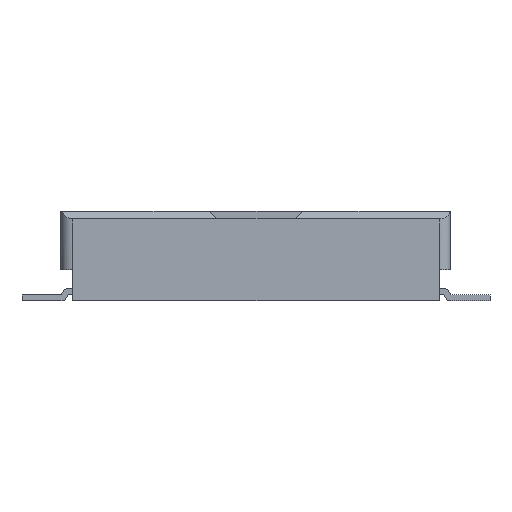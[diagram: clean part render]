
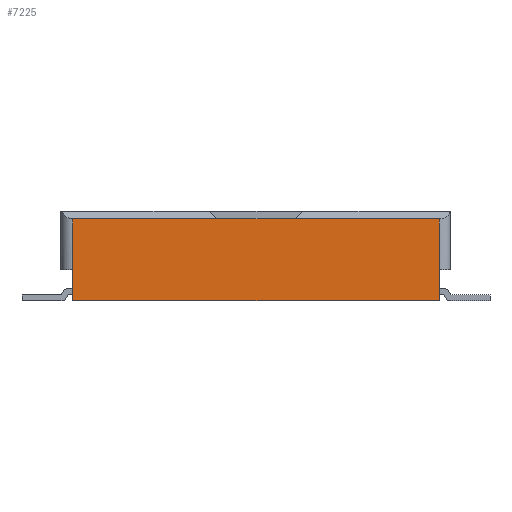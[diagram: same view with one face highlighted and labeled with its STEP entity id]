
A CAD part, left-side view. The second image highlights one B-rep face of the part: STEP entity #7225.
In plain terms, the highlighted planar face has unit normal (-1, 0, 0).
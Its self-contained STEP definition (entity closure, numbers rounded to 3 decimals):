
#12=DIRECTION('',(0.,0.,1.));
#35=VECTOR('',#12,1.);
#43=DIRECTION('',(1.,0.,0.));
#49=VECTOR('',#50,1.);
#50=DIRECTION('',(0.,0.,-1.));
#122=DIRECTION('',(0.,-1.,0.));
#125=VERTEX_POINT('',#126);
#126=CARTESIAN_POINT('',(-5.55,-2.35,0.4));
#262=VECTOR('',#122,1.);
#1143=EDGE_CURVE('',#125,#1144,#1146,.T.);
#1144=VERTEX_POINT('',#1145);
#1145=CARTESIAN_POINT('',(-5.55,-2.35,1.05));
#1146=LINE('',#1147,#35);
#1147=CARTESIAN_POINT('',(-5.55,-2.35,0.));
#1162=VERTEX_POINT('',#1163);
#1163=CARTESIAN_POINT('',(-5.55,-2.35,0.));
#1170=ORIENTED_EDGE('',*,*,#1171,.T.);
#1171=EDGE_CURVE('',#125,#1162,#1172,.T.);
#1172=LINE('',#126,#49);
#1690=VERTEX_POINT('',#1691);
#1691=CARTESIAN_POINT('',(-5.55,-0.501,1.05));
#1698=ORIENTED_EDGE('',*,*,#1699,.T.);
#1699=EDGE_CURVE('',#1690,#1144,#1700,.T.);
#1700=LINE('',#1701,#262);
#1701=CARTESIAN_POINT('',(-5.55,2.5,1.05));
#7225=ADVANCED_FACE('',(#7226),#7254,.F.);
#7226=FACE_BOUND('',#7227,.F.);
#7227=EDGE_LOOP('',(#7228,#7234,#1698,#7236,#1170,#7237,#7243,#7250));
#7228=ORIENTED_EDGE('',*,*,#7229,.T.);
#7229=EDGE_CURVE('',#7230,#7232,#1700,.T.);
#7230=VERTEX_POINT('',#7231);
#7231=CARTESIAN_POINT('',(-5.55,2.35,1.05));
#7232=VERTEX_POINT('',#7233);
#7233=CARTESIAN_POINT('',(-5.55,0.501,1.05));
#7234=ORIENTED_EDGE('',*,*,#7235,.T.);
#7235=EDGE_CURVE('',#7232,#1690,#1700,.T.);
#7236=ORIENTED_EDGE('',*,*,#1143,.F.);
#7237=ORIENTED_EDGE('',*,*,#7238,.F.);
#7238=EDGE_CURVE('',#7239,#1162,#7241,.T.);
#7239=VERTEX_POINT('',#7240);
#7240=CARTESIAN_POINT('',(-5.55,2.35,0.));
#7241=LINE('',#7242,#262);
#7242=CARTESIAN_POINT('',(-5.55,2.5,0.));
#7243=ORIENTED_EDGE('',*,*,#7244,.F.);
#7244=EDGE_CURVE('',#7245,#7239,#7247,.T.);
#7245=VERTEX_POINT('',#7246);
#7246=CARTESIAN_POINT('',(-5.55,2.35,0.4));
#7247=LINE('',#7246,#7248);
#7248=VECTOR('',#7249,1.);
#7249=DIRECTION('',(-0.,0.,-1.));
#7250=ORIENTED_EDGE('',*,*,#7251,.T.);
#7251=EDGE_CURVE('',#7245,#7230,#7252,.T.);
#7252=LINE('',#7253,#35);
#7253=CARTESIAN_POINT('',(-5.55,2.35,0.));
#7254=PLANE('',#7255);
#7255=AXIS2_PLACEMENT_3D('',#7242,#43,#122);
